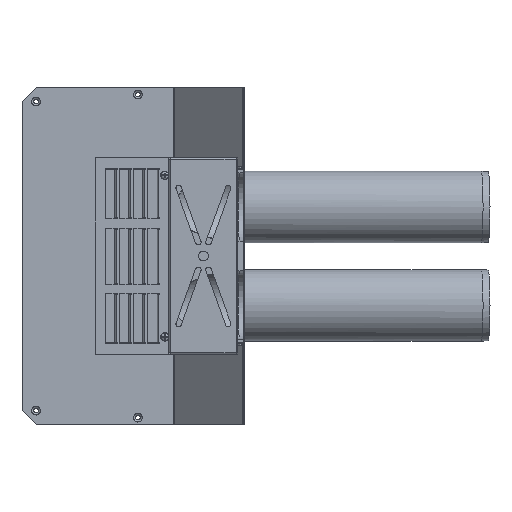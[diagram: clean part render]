
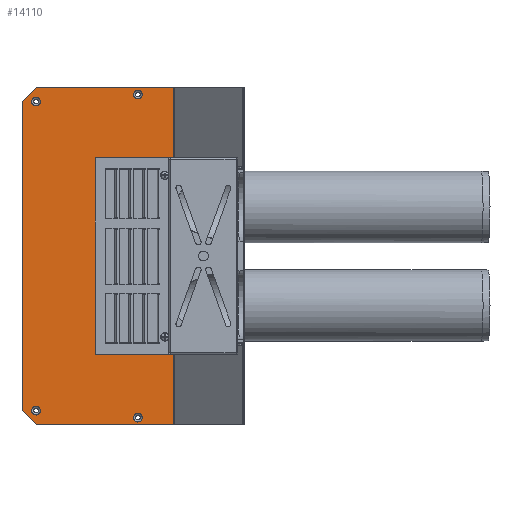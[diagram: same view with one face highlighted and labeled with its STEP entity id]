
A CAD part, top view. The second image highlights one B-rep face of the part: STEP entity #14110.
In plain terms, the highlighted planar face has unit normal (0, 0, 1).
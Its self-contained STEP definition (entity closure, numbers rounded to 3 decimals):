
#1099=FACE_BOUND('',#2690,.T.);
#1100=FACE_BOUND('',#2691,.T.);
#1101=FACE_BOUND('',#2692,.T.);
#1102=FACE_BOUND('',#2693,.T.);
#1270=PLANE('',#14949);
#1932=FACE_OUTER_BOUND('',#2689,.T.);
#2689=EDGE_LOOP('',(#10642,#10643,#10644,#10645,#10646,#10647,#10648,#10649,
#10650,#10651,#10652,#10653,#10654,#10655,#10656,#10657,#10658,#10659,#10660,
#10661));
#2690=EDGE_LOOP('',(#10662));
#2691=EDGE_LOOP('',(#10663));
#2692=EDGE_LOOP('',(#10664));
#2693=EDGE_LOOP('',(#10665));
#3564=LINE('',#20643,#5191);
#3568=LINE('',#20659,#5195);
#3571=LINE('',#20665,#5198);
#3574=LINE('',#20671,#5201);
#3589=LINE('',#20706,#5216);
#3592=LINE('',#20710,#5219);
#3593=LINE('',#20713,#5220);
#3595=LINE('',#20717,#5222);
#3597=LINE('',#20721,#5224);
#3599=LINE('',#20725,#5226);
#3601=LINE('',#20729,#5228);
#3604=LINE('',#20737,#5231);
#3607=LINE('',#20745,#5234);
#3609=LINE('',#20749,#5236);
#3611=LINE('',#20753,#5238);
#3613=LINE('',#20756,#5240);
#3614=LINE('',#20759,#5241);
#3616=LINE('',#20762,#5243);
#5191=VECTOR('',#16531,10.);
#5195=VECTOR('',#16551,10.);
#5198=VECTOR('',#16556,10.);
#5201=VECTOR('',#16561,10.);
#5216=VECTOR('',#16584,10.);
#5219=VECTOR('',#16589,10.);
#5220=VECTOR('',#16592,10.);
#5222=VECTOR('',#16596,10.);
#5224=VECTOR('',#16600,10.);
#5226=VECTOR('',#16604,10.);
#5228=VECTOR('',#16608,10.);
#5231=VECTOR('',#16617,10.);
#5234=VECTOR('',#16626,10.);
#5236=VECTOR('',#16630,10.);
#5238=VECTOR('',#16634,10.);
#5240=VECTOR('',#16638,10.);
#5241=VECTOR('',#16641,10.);
#5243=VECTOR('',#16645,10.);
#6673=CIRCLE('',#14827,6.2);
#6675=CIRCLE('',#14830,6.2);
#6679=CIRCLE('',#14836,6.2);
#6681=CIRCLE('',#14839,6.2);
#6711=CIRCLE('',#14939,2.);
#6712=CIRCLE('',#14942,2.);
#6949=VERTEX_POINT('',#20325);
#6951=VERTEX_POINT('',#20331);
#6955=VERTEX_POINT('',#20343);
#6957=VERTEX_POINT('',#20349);
#7047=VERTEX_POINT('',#20635);
#7048=VERTEX_POINT('',#20639);
#7051=VERTEX_POINT('',#20651);
#7052=VERTEX_POINT('',#20655);
#7054=VERTEX_POINT('',#20663);
#7056=VERTEX_POINT('',#20669);
#7071=VERTEX_POINT('',#20704);
#7072=VERTEX_POINT('',#20705);
#7073=VERTEX_POINT('',#20712);
#7074=VERTEX_POINT('',#20716);
#7075=VERTEX_POINT('',#20720);
#7076=VERTEX_POINT('',#20724);
#7077=VERTEX_POINT('',#20728);
#7078=VERTEX_POINT('',#20732);
#7079=VERTEX_POINT('',#20736);
#7080=VERTEX_POINT('',#20740);
#7081=VERTEX_POINT('',#20744);
#7082=VERTEX_POINT('',#20748);
#7083=VERTEX_POINT('',#20752);
#7084=VERTEX_POINT('',#20758);
#8195=EDGE_CURVE('',#6949,#6949,#6673,.T.);
#8198=EDGE_CURVE('',#6951,#6951,#6675,.T.);
#8204=EDGE_CURVE('',#6955,#6955,#6679,.T.);
#8207=EDGE_CURVE('',#6957,#6957,#6681,.T.);
#8354=EDGE_CURVE('',#7047,#7048,#3564,.T.);
#8362=EDGE_CURVE('',#7051,#7052,#3568,.T.);
#8365=EDGE_CURVE('',#7054,#7048,#3571,.T.);
#8368=EDGE_CURVE('',#7056,#7052,#3574,.T.);
#8385=EDGE_CURVE('',#7071,#7072,#3589,.T.);
#8388=EDGE_CURVE('',#7072,#7054,#3592,.T.);
#8389=EDGE_CURVE('',#7047,#7073,#3593,.T.);
#8391=EDGE_CURVE('',#7073,#7074,#3595,.T.);
#8393=EDGE_CURVE('',#7074,#7075,#3597,.T.);
#8395=EDGE_CURVE('',#7075,#7076,#3599,.T.);
#8397=EDGE_CURVE('',#7076,#7077,#3601,.T.);
#8399=EDGE_CURVE('',#7077,#7078,#6711,.T.);
#8401=EDGE_CURVE('',#7078,#7079,#3604,.T.);
#8403=EDGE_CURVE('',#7079,#7080,#6712,.T.);
#8405=EDGE_CURVE('',#7080,#7081,#3607,.T.);
#8407=EDGE_CURVE('',#7081,#7082,#3609,.T.);
#8409=EDGE_CURVE('',#7082,#7083,#3611,.T.);
#8411=EDGE_CURVE('',#7083,#7056,#3613,.T.);
#8412=EDGE_CURVE('',#7051,#7084,#3614,.T.);
#8414=EDGE_CURVE('',#7084,#7071,#3616,.T.);
#10642=ORIENTED_EDGE('',*,*,#8354,.T.);
#10643=ORIENTED_EDGE('',*,*,#8365,.F.);
#10644=ORIENTED_EDGE('',*,*,#8388,.F.);
#10645=ORIENTED_EDGE('',*,*,#8385,.F.);
#10646=ORIENTED_EDGE('',*,*,#8414,.F.);
#10647=ORIENTED_EDGE('',*,*,#8412,.F.);
#10648=ORIENTED_EDGE('',*,*,#8362,.T.);
#10649=ORIENTED_EDGE('',*,*,#8368,.F.);
#10650=ORIENTED_EDGE('',*,*,#8411,.F.);
#10651=ORIENTED_EDGE('',*,*,#8409,.F.);
#10652=ORIENTED_EDGE('',*,*,#8407,.F.);
#10653=ORIENTED_EDGE('',*,*,#8405,.F.);
#10654=ORIENTED_EDGE('',*,*,#8403,.F.);
#10655=ORIENTED_EDGE('',*,*,#8401,.F.);
#10656=ORIENTED_EDGE('',*,*,#8399,.F.);
#10657=ORIENTED_EDGE('',*,*,#8397,.F.);
#10658=ORIENTED_EDGE('',*,*,#8395,.F.);
#10659=ORIENTED_EDGE('',*,*,#8393,.F.);
#10660=ORIENTED_EDGE('',*,*,#8391,.F.);
#10661=ORIENTED_EDGE('',*,*,#8389,.F.);
#10662=ORIENTED_EDGE('',*,*,#8195,.T.);
#10663=ORIENTED_EDGE('',*,*,#8198,.T.);
#10664=ORIENTED_EDGE('',*,*,#8204,.T.);
#10665=ORIENTED_EDGE('',*,*,#8207,.T.);
#14110=ADVANCED_FACE('',(#1932,#1099,#1100,#1101,#1102),#1270,.T.);
#14827=AXIS2_PLACEMENT_3D('',#20326,#16222,#16223);
#14830=AXIS2_PLACEMENT_3D('',#20332,#16229,#16230);
#14836=AXIS2_PLACEMENT_3D('',#20344,#16243,#16244);
#14839=AXIS2_PLACEMENT_3D('',#20350,#16250,#16251);
#14939=AXIS2_PLACEMENT_3D('',#20733,#16612,#16613);
#14942=AXIS2_PLACEMENT_3D('',#20741,#16621,#16622);
#14949=AXIS2_PLACEMENT_3D('',#20763,#16646,#16647);
#16222=DIRECTION('center_axis',(0.,0.,-1.));
#16223=DIRECTION('ref_axis',(1.,0.,0.));
#16229=DIRECTION('center_axis',(0.,0.,-1.));
#16230=DIRECTION('ref_axis',(1.,0.,0.));
#16243=DIRECTION('center_axis',(0.,0.,-1.));
#16244=DIRECTION('ref_axis',(1.,0.,0.));
#16250=DIRECTION('center_axis',(0.,0.,-1.));
#16251=DIRECTION('ref_axis',(1.,0.,0.));
#16531=DIRECTION('',(0.,1.,0.));
#16551=DIRECTION('',(0.,1.,0.));
#16556=DIRECTION('',(1.,0.,0.));
#16561=DIRECTION('',(1.,0.,0.));
#16584=DIRECTION('',(0.,1.,0.));
#16589=DIRECTION('',(0.707,0.707,0.));
#16592=DIRECTION('',(-1.,0.,0.));
#16596=DIRECTION('',(0.,1.,0.));
#16600=DIRECTION('',(-1.,0.,0.));
#16604=DIRECTION('',(0.,-1.,0.));
#16608=DIRECTION('',(-1.,0.,0.));
#16612=DIRECTION('center_axis',(0.,0.,1.));
#16613=DIRECTION('ref_axis',(0.,-1.,0.));
#16617=DIRECTION('',(0.,-1.,0.));
#16621=DIRECTION('center_axis',(0.,0.,1.));
#16622=DIRECTION('ref_axis',(1.,0.,0.));
#16626=DIRECTION('',(1.,0.,0.));
#16630=DIRECTION('',(0.,-1.,0.));
#16634=DIRECTION('',(1.,0.,0.));
#16638=DIRECTION('',(0.,1.,0.));
#16641=DIRECTION('',(-1.,0.,0.));
#16645=DIRECTION('',(-0.707,0.707,0.));
#16646=DIRECTION('center_axis',(0.,0.,1.));
#16647=DIRECTION('ref_axis',(0.,-1.,0.));
#20325=CARTESIAN_POINT('',(13.8,-220.,2.));
#20326=CARTESIAN_POINT('Origin',(20.,-220.,2.));
#20331=CARTESIAN_POINT('',(13.8,220.,2.));
#20332=CARTESIAN_POINT('Origin',(20.,220.,2.));
#20343=CARTESIAN_POINT('',(158.8,230.,2.));
#20344=CARTESIAN_POINT('Origin',(165.,230.,2.));
#20349=CARTESIAN_POINT('',(158.8,-230.,2.));
#20350=CARTESIAN_POINT('Origin',(165.,-230.,2.));
#20635=CARTESIAN_POINT('',(215.343,125.5,2.));
#20639=CARTESIAN_POINT('',(215.343,240.,2.));
#20643=CARTESIAN_POINT('',(215.343,120.,2.));
#20651=CARTESIAN_POINT('',(215.343,-240.,2.));
#20655=CARTESIAN_POINT('',(215.343,-125.5,2.));
#20659=CARTESIAN_POINT('',(215.343,-62.75,2.));
#20663=CARTESIAN_POINT('',(20.,240.,2.));
#20665=CARTESIAN_POINT('',(217.,240.,2.));
#20669=CARTESIAN_POINT('',(212.5,-125.5,2.));
#20671=CARTESIAN_POINT('',(217.,-125.5,2.));
#20704=CARTESIAN_POINT('',(0.,-220.,2.));
#20705=CARTESIAN_POINT('',(0.,220.,2.));
#20706=CARTESIAN_POINT('',(0.,220.,2.));
#20710=CARTESIAN_POINT('',(20.,240.,2.));
#20712=CARTESIAN_POINT('',(212.5,125.5,2.));
#20713=CARTESIAN_POINT('',(212.5,125.5,2.));
#20716=CARTESIAN_POINT('',(212.5,127.,2.));
#20717=CARTESIAN_POINT('',(212.5,127.,2.));
#20720=CARTESIAN_POINT('',(194.,127.,2.));
#20721=CARTESIAN_POINT('',(194.,127.,2.));
#20724=CARTESIAN_POINT('',(194.,125.5,2.));
#20725=CARTESIAN_POINT('',(194.,125.5,2.));
#20728=CARTESIAN_POINT('',(117.,125.5,2.));
#20729=CARTESIAN_POINT('',(117.,125.5,2.));
#20732=CARTESIAN_POINT('',(115.,123.5,2.));
#20733=CARTESIAN_POINT('Origin',(117.,123.5,2.));
#20736=CARTESIAN_POINT('',(115.,-123.5,2.));
#20737=CARTESIAN_POINT('',(115.,-123.5,2.));
#20740=CARTESIAN_POINT('',(117.,-125.5,2.));
#20741=CARTESIAN_POINT('Origin',(117.,-123.5,2.));
#20744=CARTESIAN_POINT('',(194.,-125.5,2.));
#20745=CARTESIAN_POINT('',(194.,-125.5,2.));
#20748=CARTESIAN_POINT('',(194.,-127.,2.));
#20749=CARTESIAN_POINT('',(194.,-127.,2.));
#20752=CARTESIAN_POINT('',(212.5,-127.,2.));
#20753=CARTESIAN_POINT('',(212.5,-127.,2.));
#20756=CARTESIAN_POINT('',(212.5,-125.5,2.));
#20758=CARTESIAN_POINT('',(20.,-240.,2.));
#20759=CARTESIAN_POINT('',(20.,-240.,2.));
#20762=CARTESIAN_POINT('',(0.,-220.,2.));
#20763=CARTESIAN_POINT('Origin',(101.783,0.,
2.));
